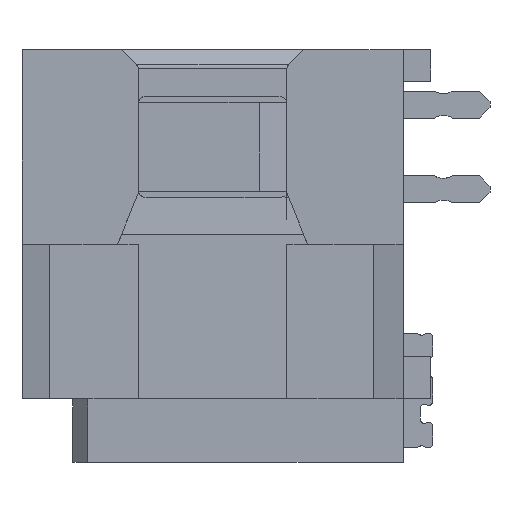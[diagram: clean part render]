
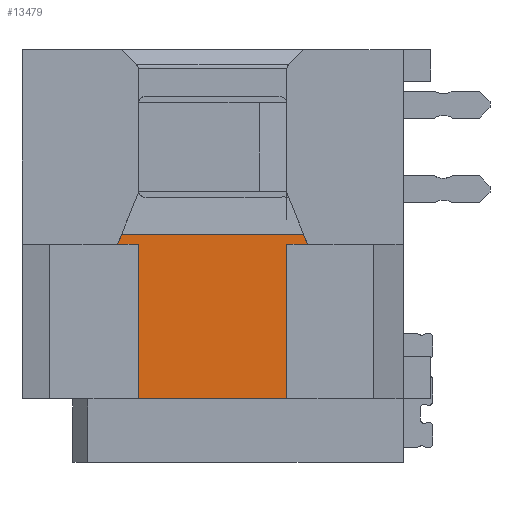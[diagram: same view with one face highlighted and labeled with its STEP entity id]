
A CAD part, left-side view. The second image highlights one B-rep face of the part: STEP entity #13479.
In plain terms, the highlighted planar face has unit normal (-1, -0.018, 0).
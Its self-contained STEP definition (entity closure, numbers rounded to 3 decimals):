
#466 = VECTOR ( 'NONE', #7342, 1000. ) ;
#534 = VERTEX_POINT ( 'NONE', #2524 ) ;
#850 = LINE ( 'NONE', #2372, #7230 ) ;
#1116 = ORIENTED_EDGE ( 'NONE', *, *, #12234, .T. ) ;
#1129 = CARTESIAN_POINT ( 'NONE',  ( -6.05, 6.95, -5.95 ) ) ;
#1672 = VERTEX_POINT ( 'NONE', #13409 ) ;
#1772 = DIRECTION ( 'NONE',  ( 0.017, -1., 0. ) ) ;
#2068 = EDGE_CURVE ( 'NONE', #2620, #4587, #11038, .T. ) ;
#2372 = CARTESIAN_POINT ( 'NONE',  ( -5.989, 3.45, -7.45 ) ) ;
#2412 = LINE ( 'NONE', #13294, #6938 ) ;
#2524 = CARTESIAN_POINT ( 'NONE',  ( -6.05, 6.95, -2.3 ) ) ;
#2620 = VERTEX_POINT ( 'NONE', #12208 ) ;
#2699 = CARTESIAN_POINT ( 'NONE',  ( -6.05, 6.95, -2.3 ) ) ;
#2808 = ORIENTED_EDGE ( 'NONE', *, *, #4181, .F. ) ;
#2834 = DIRECTION ( 'NONE',  ( -0.017, 1., 0. ) ) ;
#3252 = AXIS2_PLACEMENT_3D ( 'NONE', #13881, #5170, #10473 ) ;
#3323 = LINE ( 'NONE', #12784, #466 ) ;
#3664 = DIRECTION ( 'NONE',  ( 0.007, -0.375, -0.927 ) ) ;
#3868 = DIRECTION ( 'NONE',  ( 0.007, -0.375, 0.927 ) ) ;
#4181 = EDGE_CURVE ( 'NONE', #12475, #5089, #6377, .T. ) ;
#4252 = VECTOR ( 'NONE', #13147, 1000. ) ;
#4367 = CARTESIAN_POINT ( 'NONE',  ( -5.982, 3.046, -2.075 ) ) ;
#4587 = VERTEX_POINT ( 'NONE', #11126 ) ;
#4703 = EDGE_CURVE ( 'NONE', #8182, #7811, #9913, .T. ) ;
#4707 = ORIENTED_EDGE ( 'NONE', *, *, #10105, .F. ) ;
#5089 = VERTEX_POINT ( 'NONE', #4367 ) ;
#5170 = DIRECTION ( 'NONE',  ( 1., 0.017, 0. ) ) ;
#6101 = CARTESIAN_POINT ( 'NONE',  ( -6.059, 7.445, -2.3 ) ) ;
#6377 = LINE ( 'NONE', #12598, #11452 ) ;
#6643 = ORIENTED_EDGE ( 'NONE', *, *, #4703, .F. ) ;
#6644 = DIRECTION ( 'NONE',  ( 0.017, -1., 0. ) ) ;
#6665 = FACE_OUTER_BOUND ( 'NONE', #11522, .T. ) ;
#6938 = VECTOR ( 'NONE', #3664, 1000. ) ;
#7230 = VECTOR ( 'NONE', #10988, 1000. ) ;
#7231 = LINE ( 'NONE', #6101, #10960 ) ;
#7239 = PLANE ( 'NONE',  #3252 ) ;
#7342 = DIRECTION ( 'NONE',  ( 0., 0., 1. ) ) ;
#7811 = VERTEX_POINT ( 'NONE', #13708 ) ;
#8155 = VECTOR ( 'NONE', #6644, 1000. ) ;
#8182 = VERTEX_POINT ( 'NONE', #10478 ) ;
#8402 = VECTOR ( 'NONE', #2834, 1000. ) ;
#8451 = LINE ( 'NONE', #13046, #4252 ) ;
#9348 = CARTESIAN_POINT ( 'NONE',  ( -6.057, 7.354, -2.075 ) ) ;
#9474 = ORIENTED_EDGE ( 'NONE', *, *, #13596, .F. ) ;
#9913 = LINE ( 'NONE', #2699, #8402 ) ;
#9987 = EDGE_CURVE ( 'NONE', #534, #1672, #8451, .T. ) ;
#10105 = EDGE_CURVE ( 'NONE', #5089, #8182, #2412, .T. ) ;
#10473 = DIRECTION ( 'NONE',  ( -0.017, 1., 0. ) ) ;
#10478 = CARTESIAN_POINT ( 'NONE',  ( -5.98, 2.955, -2.3 ) ) ;
#10960 = VECTOR ( 'NONE', #3868, 1000. ) ;
#10988 = DIRECTION ( 'NONE',  ( 0., 0., 1. ) ) ;
#11038 = LINE ( 'NONE', #1129, #8155 ) ;
#11126 = CARTESIAN_POINT ( 'NONE',  ( -5.989, 3.45, -5.95 ) ) ;
#11131 = EDGE_CURVE ( 'NONE', #1672, #12475, #7231, .T. ) ;
#11452 = VECTOR ( 'NONE', #1772, 1000. ) ;
#11522 = EDGE_LOOP ( 'NONE', ( #2808, #12005, #13786, #9474, #12160, #1116, #6643, #4707 ) ) ;
#12005 = ORIENTED_EDGE ( 'NONE', *, *, #11131, .F. ) ;
#12160 = ORIENTED_EDGE ( 'NONE', *, *, #2068, .T. ) ;
#12208 = CARTESIAN_POINT ( 'NONE',  ( -6.05, 6.95, -5.95 ) ) ;
#12234 = EDGE_CURVE ( 'NONE', #4587, #7811, #850, .T. ) ;
#12475 = VERTEX_POINT ( 'NONE', #9348 ) ;
#12598 = CARTESIAN_POINT ( 'NONE',  ( -6.05, 6.95, -2.075 ) ) ;
#12784 = CARTESIAN_POINT ( 'NONE',  ( -6.05, 6.95, -7.45 ) ) ;
#13046 = CARTESIAN_POINT ( 'NONE',  ( -6.05, 6.95, -2.3 ) ) ;
#13147 = DIRECTION ( 'NONE',  ( -0.017, 1., 0. ) ) ;
#13294 = CARTESIAN_POINT ( 'NONE',  ( -5.982, 3.046, -2.075 ) ) ;
#13409 = CARTESIAN_POINT ( 'NONE',  ( -6.059, 7.445, -2.3 ) ) ;
#13479 = ADVANCED_FACE ( 'NONE', ( #6665 ), #7239, .F. ) ;
#13596 = EDGE_CURVE ( 'NONE', #2620, #534, #3323, .T. ) ;
#13708 = CARTESIAN_POINT ( 'NONE',  ( -5.989, 3.45, -2.3 ) ) ;
#13786 = ORIENTED_EDGE ( 'NONE', *, *, #9987, .F. ) ;
#13881 = CARTESIAN_POINT ( 'NONE',  ( -6.05, 6.95, -7.45 ) ) ;
